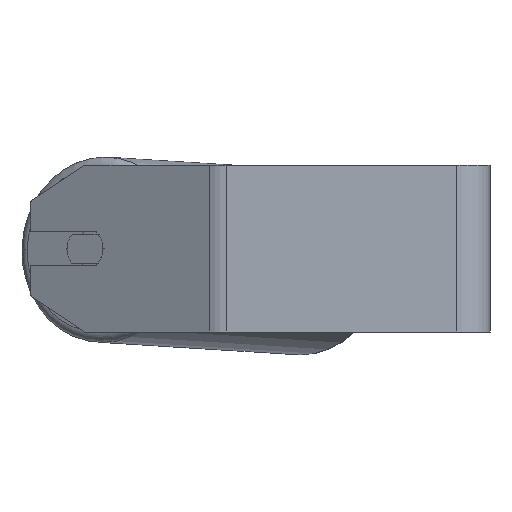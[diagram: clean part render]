
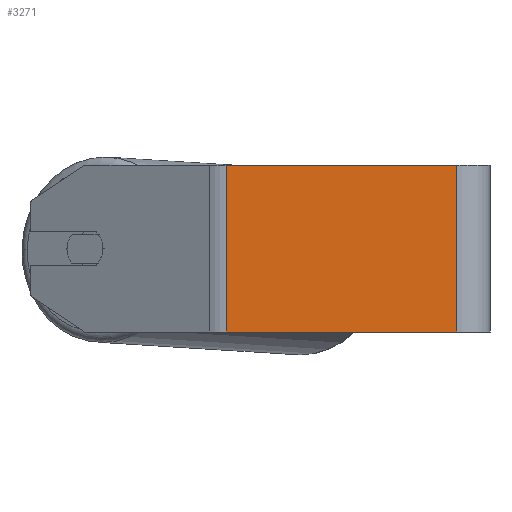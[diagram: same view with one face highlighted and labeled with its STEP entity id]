
A CAD part, left-side view. The second image highlights one B-rep face of the part: STEP entity #3271.
In plain terms, the highlighted planar face has unit normal (-1, 0, 0).
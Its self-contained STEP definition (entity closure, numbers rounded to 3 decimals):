
#153 = EDGE_CURVE ( 'NONE', #3031, #5786, #4048, .T. ) ;
#652 = CARTESIAN_POINT ( 'NONE',  ( -245., 130.831, -40. ) ) ;
#716 = VECTOR ( 'NONE', #3295, 1000. ) ;
#1490 = AXIS2_PLACEMENT_3D ( 'NONE', #6926, #3157, #1554 ) ;
#1554 = DIRECTION ( 'NONE',  ( 0., 0., -1. ) ) ;
#1689 = LINE ( 'NONE', #652, #716 ) ;
#2126 = CARTESIAN_POINT ( 'NONE',  ( -245., 126.544, 40. ) ) ;
#2930 = DIRECTION ( 'NONE',  ( 0., 0., -1. ) ) ;
#3031 = VERTEX_POINT ( 'NONE', #2126 ) ;
#3154 = VERTEX_POINT ( 'NONE', #3588 ) ;
#3157 = DIRECTION ( 'NONE',  ( 1., 0., 0. ) ) ;
#3271 = ADVANCED_FACE ( 'NONE', ( #6431 ), #4703, .F. ) ;
#3295 = DIRECTION ( 'NONE',  ( 0., -1., 0. ) ) ;
#3349 = EDGE_CURVE ( 'NONE', #4842, #3154, #1689, .T. ) ;
#3513 = DIRECTION ( 'NONE',  ( 0., -1., 0. ) ) ;
#3565 = LINE ( 'NONE', #3950, #4674 ) ;
#3588 = CARTESIAN_POINT ( 'NONE',  ( -245., 16., -40. ) ) ;
#3663 = ORIENTED_EDGE ( 'NONE', *, *, #5517, .T. ) ;
#3950 = CARTESIAN_POINT ( 'NONE',  ( -245., 126.544, 40. ) ) ;
#4048 = LINE ( 'NONE', #4632, #6664 ) ;
#4157 = ORIENTED_EDGE ( 'NONE', *, *, #153, .F. ) ;
#4222 = CARTESIAN_POINT ( 'NONE',  ( -245., 126.544, -40. ) ) ;
#4632 = CARTESIAN_POINT ( 'NONE',  ( -245., 130.831, 40. ) ) ;
#4674 = VECTOR ( 'NONE', #2930, 1000. ) ;
#4703 = PLANE ( 'NONE',  #1490 ) ;
#4842 = VERTEX_POINT ( 'NONE', #4222 ) ;
#4949 = ORIENTED_EDGE ( 'NONE', *, *, #6071, .F. ) ;
#5379 = ORIENTED_EDGE ( 'NONE', *, *, #3349, .T. ) ;
#5386 = CARTESIAN_POINT ( 'NONE',  ( -245., 16., 40. ) ) ;
#5456 = LINE ( 'NONE', #6591, #6722 ) ;
#5517 = EDGE_CURVE ( 'NONE', #3031, #4842, #3565, .T. ) ;
#5786 = VERTEX_POINT ( 'NONE', #5386 ) ;
#5981 = DIRECTION ( 'NONE',  ( 0., 0., -1. ) ) ;
#6071 = EDGE_CURVE ( 'NONE', #5786, #3154, #5456, .T. ) ;
#6415 = EDGE_LOOP ( 'NONE', ( #5379, #4949, #4157, #3663 ) ) ;
#6431 = FACE_OUTER_BOUND ( 'NONE', #6415, .T. ) ;
#6591 = CARTESIAN_POINT ( 'NONE',  ( -245., 16., 40. ) ) ;
#6664 = VECTOR ( 'NONE', #3513, 1000. ) ;
#6722 = VECTOR ( 'NONE', #5981, 1000. ) ;
#6926 = CARTESIAN_POINT ( 'NONE',  ( -245., 130.831, 40. ) ) ;
